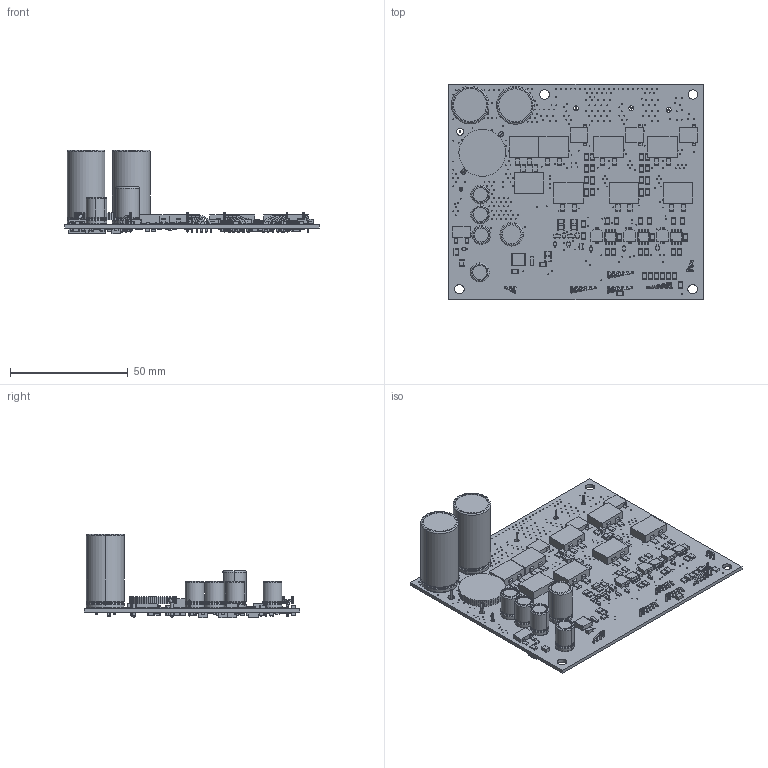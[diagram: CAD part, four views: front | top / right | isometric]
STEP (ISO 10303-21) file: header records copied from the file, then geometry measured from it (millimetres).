
FILE_DESCRIPTION(('PCB Model'),'2;1');
FILE_NAME('PMSM_Ctrl_compact_pcb_smd_v6_2layers_06072021.STEP', '2021-07-07T16:52:02',('timof'),('Unspecified'), 'Open CASCADE STEP processor 6.8','Proteus','Unknown');
FILE_SCHEMA(('AUTOMOTIVE_DESIGN { 1 0 10303 214 1 1 1 1 }'));
Length unit declared in the file: millimetre
Products named in the file (270): Open CASCADE STEP translator 6.8 1; Layer_1; SHUNT_PH2; Open CASCADE STEP translator 6.8 1.2.1; Body_1; Pin_1; Pin_2; SHUNT_PH3; SHUNT_PH1; PH1; Open CASCADE STEP translator 6.8 1.5.1; PH2; PH3; C404; Open CASCADE STEP translator 6.8 1.8.1; R404; Open CASCADE STEP translator 6.8 1.9.1; C403; R403; Q5; Open CASCADE STEP translator 6.8 1.12.1; D1; Open CASCADE STEP translator 6.8 1.13.1; R32; U5; U7; L1; Open CASCADE STEP translator 6.8 1.17.1; D6; Open CASCADE STEP translator 6.8 1.18.1; CA3; R1U11; C40; C41; C42; C43; C44; C48; VIN-; VIN+ ...
Assembly tree (419 placements, depth 4):
  Open CASCADE STEP translator 6.8 1
    Layer_1
    SHUNT_PH2
      Open CASCADE STEP translator 6.8 1.2.1
        Body_1
        Pin_1
        Pin_2
    SHUNT_PH3
      Open CASCADE STEP translator 6.8 1.2.1
        Body_1
        Pin_1
        Pin_2
    SHUNT_PH1
      Open CASCADE STEP translator 6.8 1.2.1
        Body_1
        Pin_1
        Pin_2
    PH1
      Open CASCADE STEP translator 6.8 1.5.1
        Pin_1
    PH2
      Open CASCADE STEP translator 6.8 1.5.1
        Pin_1
    PH3
      Open CASCADE STEP translator 6.8 1.5.1
        Pin_1
    C404
      Open CASCADE STEP translator 6.8 1.8.1
        Body_1
        Pin_1
        Pin_2
    R404
      Open CASCADE STEP translator 6.8 1.9.1
        Body_1
        Pin_1
        Pin_2
    C403
      Open CASCADE STEP translator 6.8 1.8.1
        Body_1
        Pin_1
        Pin_2
    R403
      Open CASCADE STEP translator 6.8 1.9.1
        Body_1
        Pin_1
        Pin_2
    Q5
      Open CASCADE STEP translator 6.8 1.12.1
        Body_1
        Pin_1
        Pin_2
    D1
      Open CASCADE STEP translator 6.8 1.13.1
        Body_1
        Pin_1
        Pin_2
    R32
      Open CASCADE STEP translator 6.8 1.9.1
        Body_1
        Pin_1
Bounding box: 107.95 x 91.44 x 35.39 mm (x, y, z)
Volume: 36394.5 mm3; surface area: 38115.8 mm2
Topology: 527 solids, 527 shells, 5583 faces, 13240 edges, 8580 vertices
Faces by surface type: plane 3555, cylinder 1648, torus 232, sphere 148
Entity records: 77259 total; most frequent: DIRECTION 11849, CARTESIAN_POINT 11838, ORIENTED_EDGE 10400, EDGE_CURVE 5200, AXIS2_PLACEMENT_3D 4884, VERTEX_POINT 3414, FACE_BOUND 2906, EDGE_LOOP 2906
